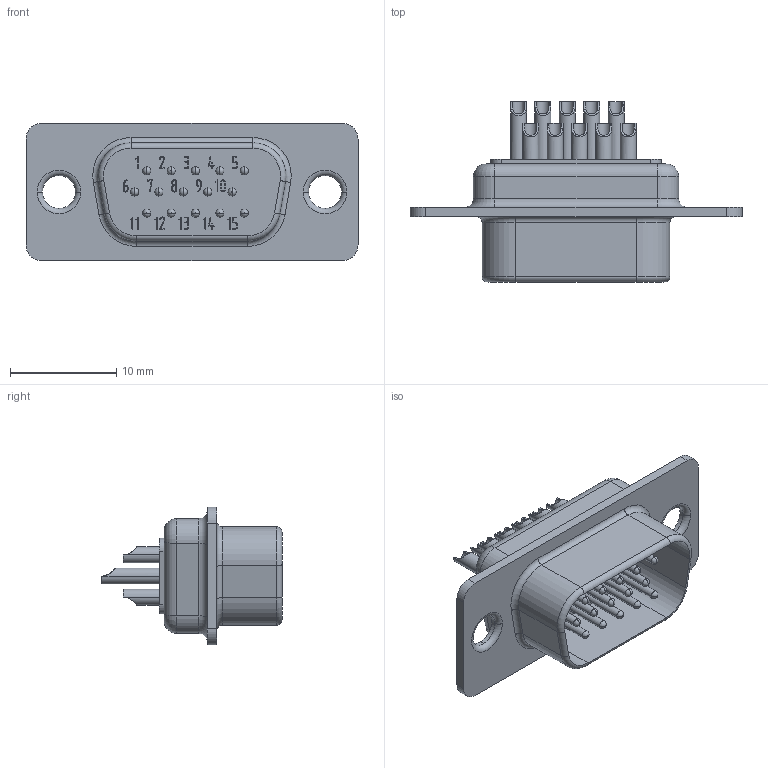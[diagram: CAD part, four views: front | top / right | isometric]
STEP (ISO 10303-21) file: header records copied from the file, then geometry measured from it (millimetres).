
FILE_DESCRIPTION(('Creo Elements/Direct Modeling STEP Export'),'2;1');
FILE_NAME('model.stp','2019-07-26T14:57:35',(''),(''),'Creo Elements/Direct Modeling STEP processor for AP214 (Solid Model)','Creo Elements/Direct Modeling 20.1A 29-Sep-2018 (C) Parametric Technology GmbH','');
FILE_SCHEMA(('AUTOMOTIVE_DESIGN { 1 0 10303 214 1 1 1 1 }'));
Length unit declared in the file: millimetre
Products named in the file (2): VS-09-ST-DSUB-HD-EG
Assembly tree (1 placements, depth 2):
  VS-09-ST-DSUB-HD-EG
    VS-09-ST-DSUB-HD-EG
Bounding box: 31.19 x 16.92 x 12.93 mm (x, y, z)
Volume: 1338 mm3; surface area: 2230.4 mm2
Topology: 1 solids, 1 shells, 817 faces, 2086 edges, 1358 vertices
Faces by surface type: cylinder 384, plane 383, torus 50
Entity records: 36734 total; most frequent: CARTESIAN_POINT 10006, DIRECTION 4304, ORIENTED_EDGE 4172, EDGE_CURVE 2086, AXIS2_PLACEMENT_3D 1536, VERTEX_POINT 1358, VECTOR 1232, LINE 1232
